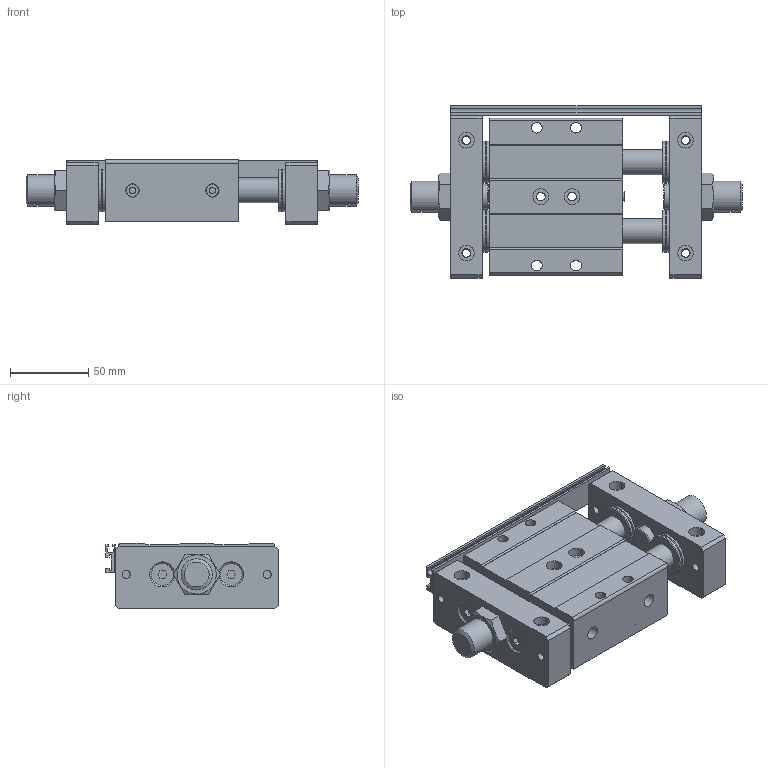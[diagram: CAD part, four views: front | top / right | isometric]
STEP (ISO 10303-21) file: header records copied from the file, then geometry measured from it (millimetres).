
FILE_DESCRIPTION((''),'2;1');
FILE_NAME('DPCS32X25.STEP','2012-11-30T13:52:39',('Administrator'),(''),'CADlook_v9.0','Cimatron E 8.0','');
FILE_SCHEMA(('AUTOMOTIVE_DESIGN { 1 2 10303 214 0 1 1 1 }'));
Length unit declared in the file: millimetre
Bounding box: 212 x 110 x 42 mm (x, y, z)
Volume: 534484.5 mm3; surface area: 110913.5 mm2
Topology: 4 solids, 4 shells, 230 faces, 554 edges, 362 vertices
Faces by surface type: plane 143, cylinder 59, cone 28
Full cylindrical faces by diameter (mm): 4 x2, 5.1 x4, 5.2 x4, 5.5 x2, 5.8 x4, 6 x2, 6.8 x4, 10 x8, 11 x4, 16 x6, 20 x4, 27 x8
Entity records: 8270 total; most frequent: DIRECTION 1112, CARTESIAN_POINT 1111, ORIENTED_EDGE 948, EDGE_CURVE 474, AXIS2_PLACEMENT_3D 423, EDGE_LOOP 380, VERTEX_POINT 362, VECTOR 266
